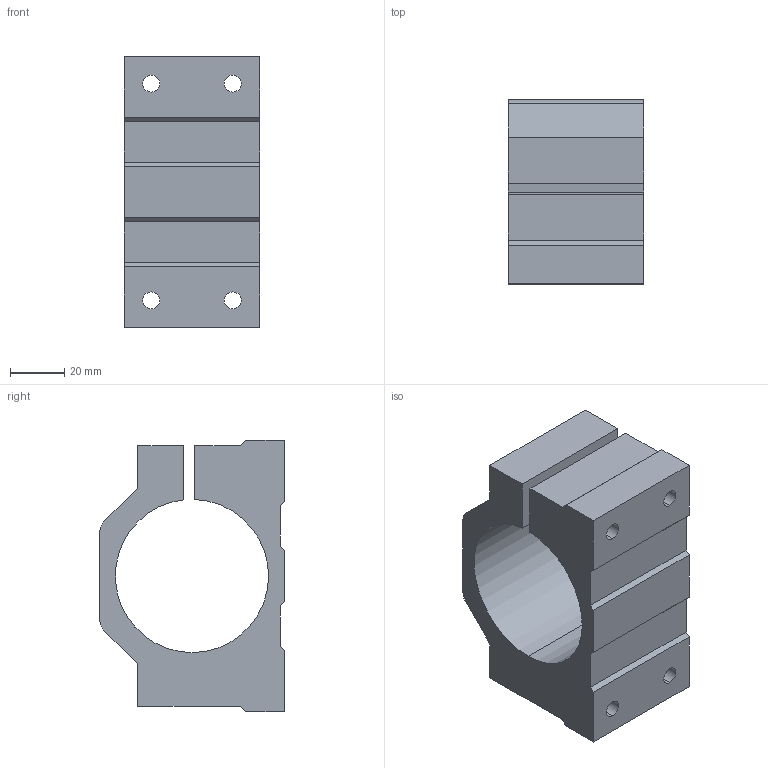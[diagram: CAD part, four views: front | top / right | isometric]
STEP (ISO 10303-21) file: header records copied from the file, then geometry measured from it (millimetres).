
FILE_DESCRIPTION (( 'STEP AP214' ), '1' );
FILE_NAME ('55mm Spindle.STEP', '2019-09-24T11:35:26', ( '' ), ( '' ), 'SwSTEP 2.0', 'SolidWorks 2017', '' );
FILE_SCHEMA (( 'AUTOMOTIVE_DESIGN' ));
Length unit declared in the file: millimetre
Products named in the file (1): 55mm Spindle
Bounding box: 50 x 68 x 100 mm (x, y, z)
Volume: 157807.8 mm3; surface area: 37167.4 mm2
Topology: 1 solids, 1 shells, 55 faces, 147 edges, 98 vertices
Faces by surface type: plane 29, cylinder 26
Entity records: 1791 total; most frequent: DIRECTION 311, CARTESIAN_POINT 301, ORIENTED_EDGE 294, EDGE_CURVE 147, AXIS2_PLACEMENT_3D 108, VERTEX_POINT 98, VECTOR 95, LINE 95
